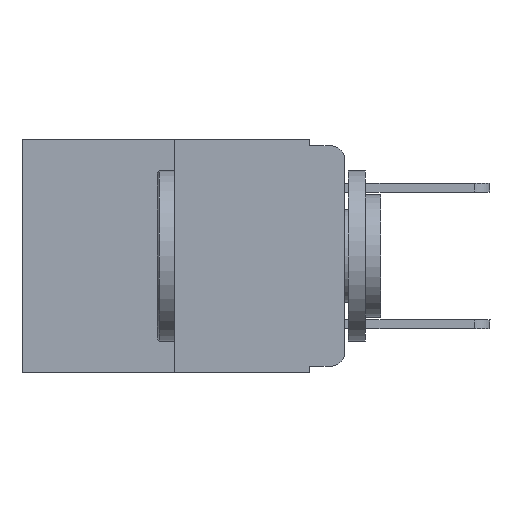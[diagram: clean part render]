
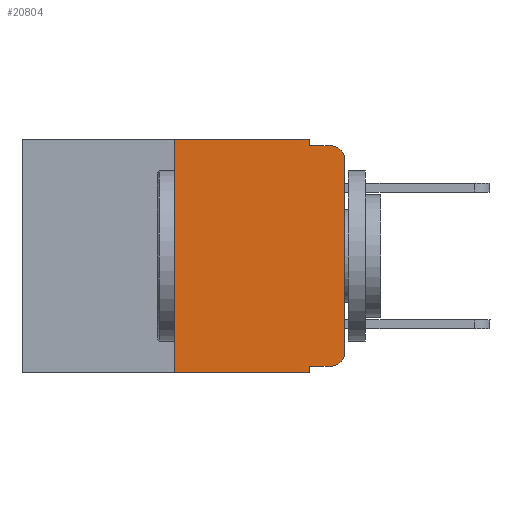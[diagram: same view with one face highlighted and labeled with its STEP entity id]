
A CAD part, left-side view. The second image highlights one B-rep face of the part: STEP entity #20804.
In plain terms, the highlighted planar face has unit normal (-1, 0, 0).
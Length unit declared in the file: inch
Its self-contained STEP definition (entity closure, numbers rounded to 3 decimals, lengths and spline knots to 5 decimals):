
#14 = DIRECTION ( 'NONE',  ( 0., 0., -1. ) ) ;
#66 = ORIENTED_EDGE ( 'NONE', *, *, #15624, .T. ) ;
#91 = ORIENTED_EDGE ( 'NONE', *, *, #9184, .F. ) ;
#738 = DIRECTION ( 'NONE',  ( -1., 0., 0. ) ) ;
#1467 = EDGE_CURVE ( 'NONE', #13112, #9957, #21191, .T. ) ;
#1484 = CARTESIAN_POINT ( 'NONE',  ( 0., 0.02, -0.313 ) ) ;
#1491 = DIRECTION ( 'NONE',  ( 0., -1., 0. ) ) ;
#1523 = LINE ( 'NONE', #13862, #19595 ) ;
#1836 = CARTESIAN_POINT ( 'NONE',  ( 0., 0.051, 0. ) ) ;
#2159 = CARTESIAN_POINT ( 'NONE',  ( 0., 0.02, -0.333 ) ) ;
#2409 = EDGE_CURVE ( 'NONE', #17151, #2915, #19610, .T. ) ;
#2473 = DIRECTION ( 'NONE',  ( 1., 0., 0. ) ) ;
#2646 = EDGE_CURVE ( 'NONE', #25033, #13339, #13145, .T. ) ;
#2915 = VERTEX_POINT ( 'NONE', #2159 ) ;
#3160 = CARTESIAN_POINT ( 'NONE',  ( 0., 0., 0. ) ) ;
#3731 = CARTESIAN_POINT ( 'NONE',  ( 0., 0.051, -0.333 ) ) ;
#3804 = CARTESIAN_POINT ( 'NONE',  ( 0., 0.051, 0. ) ) ;
#4174 = VECTOR ( 'NONE', #14, 39.37008 ) ;
#4179 = CARTESIAN_POINT ( 'NONE',  ( 0., 0.25, 0. ) ) ;
#4272 = CARTESIAN_POINT ( 'NONE',  ( 0., 0., -0.03 ) ) ;
#4897 = CARTESIAN_POINT ( 'NONE',  ( 0., 0.02, -0.01 ) ) ;
#5497 = VECTOR ( 'NONE', #14961, 39.37008 ) ;
#6296 = CARTESIAN_POINT ( 'NONE',  ( 0., 0.051, -0.01 ) ) ;
#6373 = DIRECTION ( 'NONE',  ( 0., 0., -1. ) ) ;
#6478 = AXIS2_PLACEMENT_3D ( 'NONE', #23946, #738, #24300 ) ;
#7147 = ORIENTED_EDGE ( 'NONE', *, *, #16743, .T. ) ;
#8602 = VECTOR ( 'NONE', #22935, 39.37008 ) ;
#9027 = LINE ( 'NONE', #13774, #4174 ) ;
#9184 = EDGE_CURVE ( 'NONE', #9957, #13359, #11393, .T. ) ;
#9296 = CARTESIAN_POINT ( 'NONE',  ( 0., 0.25, 0. ) ) ;
#9651 = VERTEX_POINT ( 'NONE', #14489 ) ;
#9957 = VERTEX_POINT ( 'NONE', #3804 ) ;
#10119 = CIRCLE ( 'NONE', #21500, 0.02 ) ;
#10189 = DIRECTION ( 'NONE',  ( 0., 0., 1. ) ) ;
#10716 = EDGE_LOOP ( 'NONE', ( #66, #7147, #24376, #91, #24955, #14692, #13595, #14881, #19948, #21750 ) ) ;
#10969 = AXIS2_PLACEMENT_3D ( 'NONE', #12127, #2473, #6373 ) ;
#11393 = LINE ( 'NONE', #1836, #12941 ) ;
#12127 = CARTESIAN_POINT ( 'NONE',  ( 0., 0.473, 0. ) ) ;
#12403 = EDGE_CURVE ( 'NONE', #13359, #17370, #1523, .T. ) ;
#12654 = CIRCLE ( 'NONE', #6478, 0.02 ) ;
#12941 = VECTOR ( 'NONE', #13285, 39.37008 ) ;
#13112 = VERTEX_POINT ( 'NONE', #9296 ) ;
#13145 = LINE ( 'NONE', #18867, #5497 ) ;
#13285 = DIRECTION ( 'NONE',  ( 0., 0., -1. ) ) ;
#13339 = VERTEX_POINT ( 'NONE', #15639 ) ;
#13359 = VERTEX_POINT ( 'NONE', #6296 ) ;
#13595 = ORIENTED_EDGE ( 'NONE', *, *, #2646, .T. ) ;
#13774 = CARTESIAN_POINT ( 'NONE',  ( 0., 0.051, 0. ) ) ;
#13862 = CARTESIAN_POINT ( 'NONE',  ( 0., 0.051, -0.01 ) ) ;
#14489 = CARTESIAN_POINT ( 'NONE',  ( 0., 0., -0.313 ) ) ;
#14692 = ORIENTED_EDGE ( 'NONE', *, *, #22172, .F. ) ;
#14755 = DIRECTION ( 'NONE',  ( 0., 0., 1. ) ) ;
#14881 = ORIENTED_EDGE ( 'NONE', *, *, #15319, .F. ) ;
#14961 = DIRECTION ( 'NONE',  ( 0., -1., 0. ) ) ;
#15156 = VECTOR ( 'NONE', #14755, 39.37008 ) ;
#15319 = EDGE_CURVE ( 'NONE', #17151, #13339, #9027, .T. ) ;
#15320 = VECTOR ( 'NONE', #1491, 39.37008 ) ;
#15624 = EDGE_CURVE ( 'NONE', #9651, #24161, #21007, .T. ) ;
#15639 = CARTESIAN_POINT ( 'NONE',  ( 0., 0.051, -0.343 ) ) ;
#16743 = EDGE_CURVE ( 'NONE', #24161, #17370, #12654, .T. ) ;
#17151 = VERTEX_POINT ( 'NONE', #3731 ) ;
#17242 = DIRECTION ( 'NONE',  ( 0., 0., -1. ) ) ;
#17370 = VERTEX_POINT ( 'NONE', #4897 ) ;
#18069 = PLANE ( 'NONE',  #10969 ) ;
#18867 = CARTESIAN_POINT ( 'NONE',  ( 0., 0.473, -0.343 ) ) ;
#19557 = DIRECTION ( 'NONE',  ( 0., -1., 0. ) ) ;
#19595 = VECTOR ( 'NONE', #19557, 39.37008 ) ;
#19610 = LINE ( 'NONE', #25193, #15320 ) ;
#19948 = ORIENTED_EDGE ( 'NONE', *, *, #2409, .T. ) ;
#20804 = ADVANCED_FACE ( 'NONE', ( #22461 ), #18069, .F. ) ;
#21007 = LINE ( 'NONE', #3160, #15156 ) ;
#21051 = CARTESIAN_POINT ( 'NONE',  ( 0., 0.25, -0.343 ) ) ;
#21191 = LINE ( 'NONE', #21216, #8602 ) ;
#21216 = CARTESIAN_POINT ( 'NONE',  ( 0., 0.473, 0. ) ) ;
#21313 = EDGE_CURVE ( 'NONE', #2915, #9651, #10119, .T. ) ;
#21500 = AXIS2_PLACEMENT_3D ( 'NONE', #1484, #25273, #17242 ) ;
#21750 = ORIENTED_EDGE ( 'NONE', *, *, #21313, .T. ) ;
#22172 = EDGE_CURVE ( 'NONE', #25033, #13112, #23294, .T. ) ;
#22461 = FACE_OUTER_BOUND ( 'NONE', #10716, .T. ) ;
#22935 = DIRECTION ( 'NONE',  ( 0., -1., 0. ) ) ;
#23294 = LINE ( 'NONE', #4179, #23912 ) ;
#23912 = VECTOR ( 'NONE', #10189, 39.37008 ) ;
#23946 = CARTESIAN_POINT ( 'NONE',  ( 0., 0.02, -0.03 ) ) ;
#24161 = VERTEX_POINT ( 'NONE', #4272 ) ;
#24300 = DIRECTION ( 'NONE',  ( 0., 0., -1. ) ) ;
#24376 = ORIENTED_EDGE ( 'NONE', *, *, #12403, .F. ) ;
#24955 = ORIENTED_EDGE ( 'NONE', *, *, #1467, .F. ) ;
#25033 = VERTEX_POINT ( 'NONE', #21051 ) ;
#25193 = CARTESIAN_POINT ( 'NONE',  ( 0., 0.051, -0.333 ) ) ;
#25273 = DIRECTION ( 'NONE',  ( -1., 0., 0. ) ) ;
